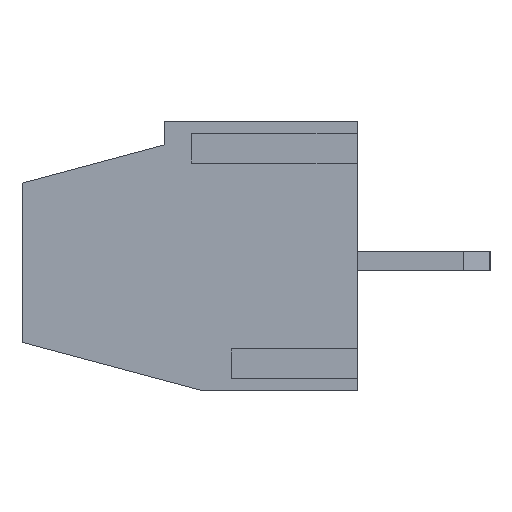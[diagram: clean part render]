
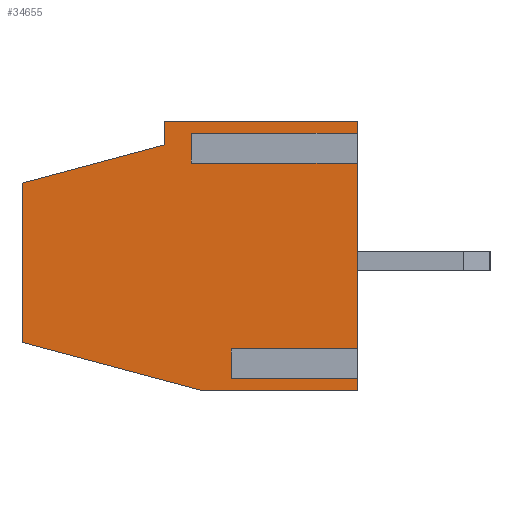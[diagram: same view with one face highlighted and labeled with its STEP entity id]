
A CAD part, left-side view. The second image highlights one B-rep face of the part: STEP entity #34655.
In plain terms, the highlighted planar face has unit normal (-1, 0, 0).
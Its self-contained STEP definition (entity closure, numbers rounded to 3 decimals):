
#359 = CARTESIAN_POINT ( 'NONE',  ( -2.54, 10.1, -3.9 ) ) ;
#974 = CARTESIAN_POINT ( 'NONE',  ( -2.54, 10.1, 4.2 ) ) ;
#1431 = LINE ( 'NONE', #15308, #31000 ) ;
#1883 = CARTESIAN_POINT ( 'NONE',  ( -2.54, 0., -2.832 ) ) ;
#2134 = LINE ( 'NONE', #32595, #5988 ) ;
#2252 = CARTESIAN_POINT ( 'NONE',  ( -2.54, 3.8, -3.368 ) ) ;
#2701 = VECTOR ( 'NONE', #6213, 1000. ) ;
#3042 = EDGE_CURVE ( 'NONE', #19331, #25730, #12401, .T. ) ;
#3368 = ORIENTED_EDGE ( 'NONE', *, *, #13953, .T. ) ;
#3808 = CARTESIAN_POINT ( 'NONE',  ( -2.54, 3.8, -2.832 ) ) ;
#4182 = EDGE_CURVE ( 'NONE', #6326, #28208, #25383, .T. ) ;
#4222 = LINE ( 'NONE', #13340, #19572 ) ;
#4358 = CARTESIAN_POINT ( 'NONE',  ( -2.54, 0., 4.2 ) ) ;
#4505 = CARTESIAN_POINT ( 'NONE',  ( -2.54, 0., 3.132 ) ) ;
#4637 = LINE ( 'NONE', #2252, #18727 ) ;
#4643 = ORIENTED_EDGE ( 'NONE', *, *, #30015, .T. ) ;
#4887 = EDGE_LOOP ( 'NONE', ( #15753, #4643, #28070, #34701, #31493, #31419, #11836, #3368, #27648, #10725, #19615, #14639, #31471, #34260, #18317 ) ) ;
#5530 = DIRECTION ( 'NONE',  ( 0., 0., -1. ) ) ;
#5988 = VECTOR ( 'NONE', #7617, 1000. ) ;
#6213 = DIRECTION ( 'NONE',  ( 0., -1., 0. ) ) ;
#6326 = VERTEX_POINT ( 'NONE', #9200 ) ;
#7564 = CARTESIAN_POINT ( 'NONE',  ( -2.54, 10.1, -2.452 ) ) ;
#7617 = DIRECTION ( 'NONE',  ( 0., -1., 0. ) ) ;
#7949 = CARTESIAN_POINT ( 'NONE',  ( -2.54, 5.8, 3.5 ) ) ;
#7960 = VERTEX_POINT ( 'NONE', #31259 ) ;
#8942 = DIRECTION ( 'NONE',  ( 0., -1., 0. ) ) ;
#9200 = CARTESIAN_POINT ( 'NONE',  ( -2.54, 4.697, -3.9 ) ) ;
#9656 = VECTOR ( 'NONE', #23045, 1000. ) ;
#10178 = VERTEX_POINT ( 'NONE', #10787 ) ;
#10725 = ORIENTED_EDGE ( 'NONE', *, *, #16958, .F. ) ;
#10787 = CARTESIAN_POINT ( 'NONE',  ( -2.54, 0., 3.668 ) ) ;
#11836 = ORIENTED_EDGE ( 'NONE', *, *, #31394, .T. ) ;
#12017 = DIRECTION ( 'NONE',  ( 0., 0., 1. ) ) ;
#12401 = LINE ( 'NONE', #14648, #24555 ) ;
#12571 = CARTESIAN_POINT ( 'NONE',  ( -2.54, 5., 3.132 ) ) ;
#13340 = CARTESIAN_POINT ( 'NONE',  ( -2.54, 0., 4.2 ) ) ;
#13540 = DIRECTION ( 'NONE',  ( 0., -0.966, 0.259 ) ) ;
#13653 = EDGE_CURVE ( 'NONE', #28954, #15934, #28691, .T. ) ;
#13953 = EDGE_CURVE ( 'NONE', #10178, #25730, #4222, .T. ) ;
#14032 = VECTOR ( 'NONE', #18802, 1000. ) ;
#14211 = VERTEX_POINT ( 'NONE', #3808 ) ;
#14639 = ORIENTED_EDGE ( 'NONE', *, *, #13653, .F. ) ;
#14648 = CARTESIAN_POINT ( 'NONE',  ( -2.54, 10.1, 4.2 ) ) ;
#15308 = CARTESIAN_POINT ( 'NONE',  ( -2.54, 5.8, 3.5 ) ) ;
#15389 = LINE ( 'NONE', #16068, #14032 ) ;
#15495 = VECTOR ( 'NONE', #34928, 1000. ) ;
#15753 = ORIENTED_EDGE ( 'NONE', *, *, #27137, .F. ) ;
#15934 = VERTEX_POINT ( 'NONE', #33708 ) ;
#16068 = CARTESIAN_POINT ( 'NONE',  ( -2.54, 3.8, -2.832 ) ) ;
#16958 = EDGE_CURVE ( 'NONE', #27724, #19331, #1431, .T. ) ;
#16962 = CARTESIAN_POINT ( 'NONE',  ( -2.54, 5., 3.668 ) ) ;
#16991 = EDGE_CURVE ( 'NONE', #28208, #25057, #21652, .T. ) ;
#17123 = EDGE_CURVE ( 'NONE', #25889, #21696, #2134, .T. ) ;
#17502 = VERTEX_POINT ( 'NONE', #1883 ) ;
#18056 = DIRECTION ( 'NONE',  ( 0., 0., 1. ) ) ;
#18182 = DIRECTION ( 'NONE',  ( 0., 0., 1. ) ) ;
#18317 = ORIENTED_EDGE ( 'NONE', *, *, #16991, .T. ) ;
#18675 = LINE ( 'NONE', #7564, #15495 ) ;
#18717 = CARTESIAN_POINT ( 'NONE',  ( -2.54, 5.8, 4.2 ) ) ;
#18723 = CARTESIAN_POINT ( 'NONE',  ( -2.54, 0., 4.2 ) ) ;
#18727 = VECTOR ( 'NONE', #24150, 1000. ) ;
#18802 = DIRECTION ( 'NONE',  ( 0., -1., 0. ) ) ;
#19036 = DIRECTION ( 'NONE',  ( 0., 0., 1. ) ) ;
#19331 = VERTEX_POINT ( 'NONE', #18717 ) ;
#19398 = CARTESIAN_POINT ( 'NONE',  ( -2.54, 5., 3.668 ) ) ;
#19566 = CARTESIAN_POINT ( 'NONE',  ( -2.54, 10.1, 4.2 ) ) ;
#19572 = VECTOR ( 'NONE', #18056, 1000. ) ;
#19615 = ORIENTED_EDGE ( 'NONE', *, *, #32858, .F. ) ;
#19734 = EDGE_CURVE ( 'NONE', #6326, #28954, #18675, .T. ) ;
#19765 = PLANE ( 'NONE',  #20384 ) ;
#20384 = AXIS2_PLACEMENT_3D ( 'NONE', #19566, #25264, #5530 ) ;
#20844 = EDGE_CURVE ( 'NONE', #17502, #21696, #33101, .T. ) ;
#21521 = VECTOR ( 'NONE', #13540, 1000. ) ;
#21652 = LINE ( 'NONE', #18723, #29263 ) ;
#21696 = VERTEX_POINT ( 'NONE', #4505 ) ;
#21967 = LINE ( 'NONE', #22156, #31418 ) ;
#22145 = FACE_OUTER_BOUND ( 'NONE', #4887, .T. ) ;
#22156 = CARTESIAN_POINT ( 'NONE',  ( -2.54, 3.8, -3.368 ) ) ;
#22497 = CARTESIAN_POINT ( 'NONE',  ( -2.54, 10.1, -2.452 ) ) ;
#22581 = CARTESIAN_POINT ( 'NONE',  ( -2.54, 10.1, 2.348 ) ) ;
#23045 = DIRECTION ( 'NONE',  ( 0., 0., 1. ) ) ;
#23711 = CARTESIAN_POINT ( 'NONE',  ( -2.54, 0., -3.9 ) ) ;
#24150 = DIRECTION ( 'NONE',  ( 0., -1., 0. ) ) ;
#24555 = VECTOR ( 'NONE', #8942, 1000. ) ;
#25057 = VERTEX_POINT ( 'NONE', #26269 ) ;
#25103 = VECTOR ( 'NONE', #27801, 1000. ) ;
#25244 = EDGE_CURVE ( 'NONE', #33252, #25889, #30717, .T. ) ;
#25264 = DIRECTION ( 'NONE',  ( 1., 0., 0. ) ) ;
#25374 = LINE ( 'NONE', #16962, #2701 ) ;
#25383 = LINE ( 'NONE', #359, #29400 ) ;
#25730 = VERTEX_POINT ( 'NONE', #35751 ) ;
#25889 = VERTEX_POINT ( 'NONE', #12571 ) ;
#26269 = CARTESIAN_POINT ( 'NONE',  ( -2.54, 0., -3.368 ) ) ;
#27137 = EDGE_CURVE ( 'NONE', #7960, #25057, #4637, .T. ) ;
#27188 = LINE ( 'NONE', #22581, #21521 ) ;
#27466 = CARTESIAN_POINT ( 'NONE',  ( -2.54, 5., 3.668 ) ) ;
#27648 = ORIENTED_EDGE ( 'NONE', *, *, #3042, .F. ) ;
#27724 = VERTEX_POINT ( 'NONE', #7949 ) ;
#27801 = DIRECTION ( 'NONE',  ( 0., 0., -1. ) ) ;
#28070 = ORIENTED_EDGE ( 'NONE', *, *, #34929, .T. ) ;
#28208 = VERTEX_POINT ( 'NONE', #23711 ) ;
#28691 = LINE ( 'NONE', #974, #9656 ) ;
#28954 = VERTEX_POINT ( 'NONE', #22497 ) ;
#28971 = DIRECTION ( 'NONE',  ( 0., 0., 1. ) ) ;
#29263 = VECTOR ( 'NONE', #18182, 1000. ) ;
#29400 = VECTOR ( 'NONE', #34430, 1000. ) ;
#30015 = EDGE_CURVE ( 'NONE', #7960, #14211, #21967, .T. ) ;
#30717 = LINE ( 'NONE', #19398, #25103 ) ;
#31000 = VECTOR ( 'NONE', #12017, 1000. ) ;
#31259 = CARTESIAN_POINT ( 'NONE',  ( -2.54, 3.8, -3.368 ) ) ;
#31394 = EDGE_CURVE ( 'NONE', #33252, #10178, #25374, .T. ) ;
#31418 = VECTOR ( 'NONE', #19036, 1000. ) ;
#31419 = ORIENTED_EDGE ( 'NONE', *, *, #25244, .F. ) ;
#31471 = ORIENTED_EDGE ( 'NONE', *, *, #19734, .F. ) ;
#31493 = ORIENTED_EDGE ( 'NONE', *, *, #17123, .F. ) ;
#32595 = CARTESIAN_POINT ( 'NONE',  ( -2.54, 5., 3.132 ) ) ;
#32858 = EDGE_CURVE ( 'NONE', #15934, #27724, #27188, .T. ) ;
#33041 = VECTOR ( 'NONE', #28971, 1000. ) ;
#33101 = LINE ( 'NONE', #4358, #33041 ) ;
#33252 = VERTEX_POINT ( 'NONE', #27466 ) ;
#33708 = CARTESIAN_POINT ( 'NONE',  ( -2.54, 10.1, 2.348 ) ) ;
#34260 = ORIENTED_EDGE ( 'NONE', *, *, #4182, .T. ) ;
#34430 = DIRECTION ( 'NONE',  ( 0., -1., 0. ) ) ;
#34655 = ADVANCED_FACE ( 'NONE', ( #22145 ), #19765, .F. ) ;
#34701 = ORIENTED_EDGE ( 'NONE', *, *, #20844, .T. ) ;
#34928 = DIRECTION ( 'NONE',  ( 0., 0.966, 0.259 ) ) ;
#34929 = EDGE_CURVE ( 'NONE', #14211, #17502, #15389, .T. ) ;
#35751 = CARTESIAN_POINT ( 'NONE',  ( -2.54, 0., 4.2 ) ) ;
